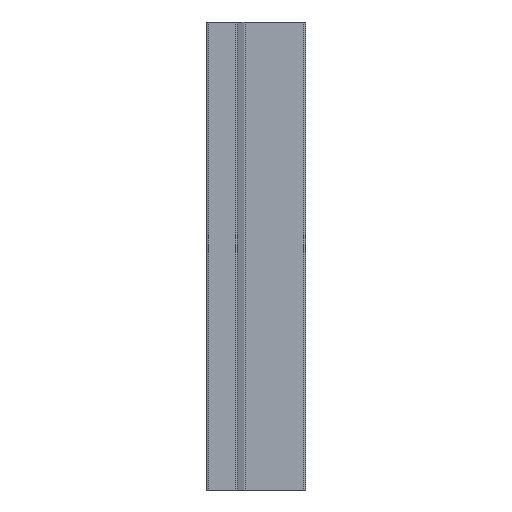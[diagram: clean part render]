
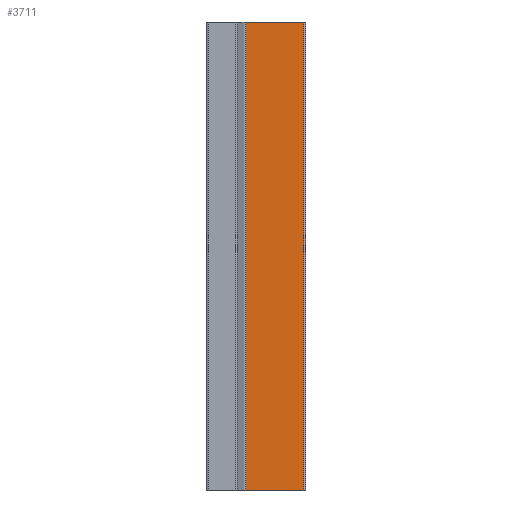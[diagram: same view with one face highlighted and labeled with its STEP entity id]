
A CAD part, left-side view. The second image highlights one B-rep face of the part: STEP entity #3711.
In plain terms, the highlighted face is planar.
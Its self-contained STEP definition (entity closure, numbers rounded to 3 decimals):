
#111=PLANE('',#4015);
#249=LINE('',#6213,#513);
#250=LINE('',#6215,#514);
#251=LINE('',#6217,#515);
#252=LINE('',#6219,#516);
#513=VECTOR('',#4632,1000.);
#514=VECTOR('',#4635,1000.);
#515=VECTOR('',#4636,1000.);
#516=VECTOR('',#4637,1000.);
#1124=ORIENTED_EDGE('',*,*,#2080,.F.);
#1125=ORIENTED_EDGE('',*,*,#2079,.F.);
#1126=ORIENTED_EDGE('',*,*,#2081,.T.);
#1127=ORIENTED_EDGE('',*,*,#2082,.T.);
#2079=EDGE_CURVE('',#2535,#2534,#249,.T.);
#2080=EDGE_CURVE('',#2534,#2536,#250,.T.);
#2081=EDGE_CURVE('',#2535,#2537,#251,.T.);
#2082=EDGE_CURVE('',#2537,#2536,#252,.T.);
#2534=VERTEX_POINT('',#6210);
#2535=VERTEX_POINT('',#6212);
#2536=VERTEX_POINT('',#6216);
#2537=VERTEX_POINT('',#6218);
#2899=EDGE_LOOP('',(#1124,#1125,#1126,#1127));
#3257=FACE_BOUND('',#2899,.T.);
#3711=ADVANCED_FACE('',(#3257),#111,.T.);
#4015=AXIS2_PLACEMENT_3D('',#6214,#4633,#4634);
#4632=DIRECTION('',(0.,0.,1.));
#4633=DIRECTION('',(1.,0.,0.));
#4634=DIRECTION('',(0.,0.,-1.));
#4635=DIRECTION('',(0.,1.,0.));
#4636=DIRECTION('',(0.,1.,0.));
#4637=DIRECTION('',(0.,0.,1.));
#6210=CARTESIAN_POINT('',(40.5,0.5,0.));
#6212=CARTESIAN_POINT('',(40.5,0.5,-137.));
#6213=CARTESIAN_POINT('',(40.5,0.5,-137.));
#6214=CARTESIAN_POINT('',(40.5,0.5,-137.));
#6215=CARTESIAN_POINT('',(40.5,0.5,0.));
#6216=CARTESIAN_POINT('',(40.5,17.535,0.));
#6217=CARTESIAN_POINT('',(40.5,0.5,-137.));
#6218=CARTESIAN_POINT('',(40.5,17.535,-137.));
#6219=CARTESIAN_POINT('',(40.5,17.535,-137.));
